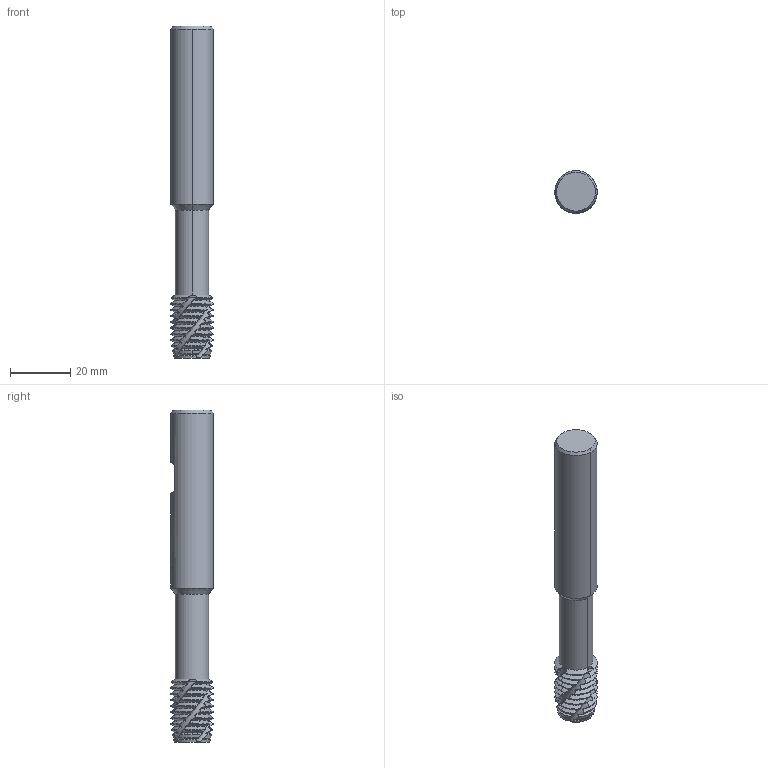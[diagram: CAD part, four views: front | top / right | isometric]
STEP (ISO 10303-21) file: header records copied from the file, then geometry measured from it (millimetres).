
FILE_DESCRIPTION(('no description'),'unknown implementation level');
FILE_NAME('solidlic3aDZge7_3uEa_fN5BV1sJRUM_1.STP',' ',('CIM GmbH Aachen'),('CADClick - KiM GmbH - www.kimweb.de'),'unknown preprocess','ACIS','unknown authorization');
FILE_SCHEMA(('automotive_design'));
Length unit declared in the file: millimetre
Products named in the file (2): 1; 2
Bounding box: 14 x 14 x 110 mm (x, y, z)
Volume: 14427.7 mm3; surface area: 6681.2 mm2
Topology: 2 solids, 2 shells, 360 faces, 1028 edges, 672 vertices
Faces by surface type: cone 144, cylinder 116, bspline 76, plane 12, revolution 12
Entity records: 37998 total; most frequent: CARTESIAN_POINT 18321, STYLED_ITEM 2062, PRESENTATION_STYLE_ASSIGNMENT 2062, COLOUR_RGB 2062, ORIENTED_EDGE 2056, DIRECTION 1298, EDGE_CURVE 1028, CURVE_STYLE 1028
